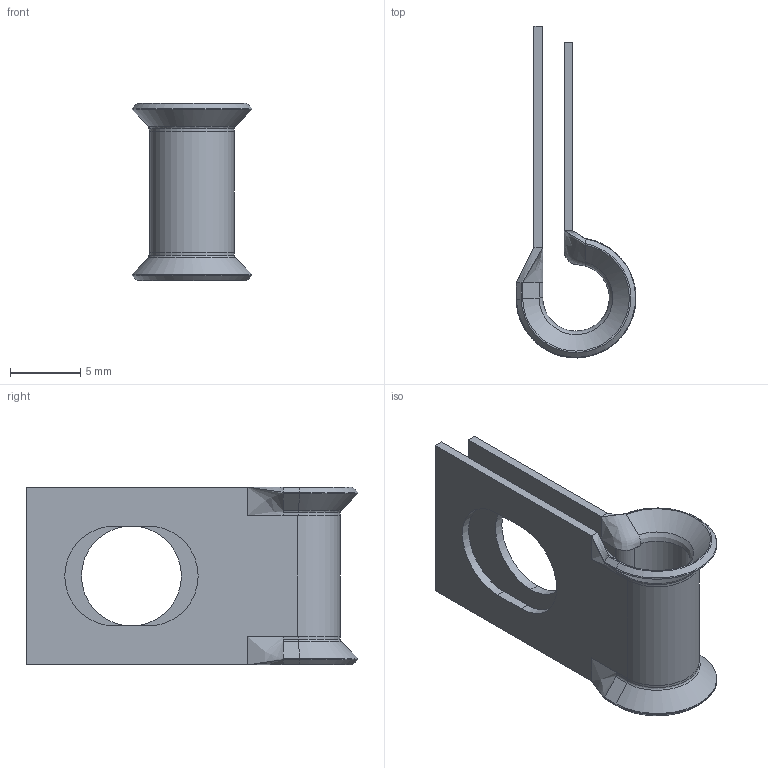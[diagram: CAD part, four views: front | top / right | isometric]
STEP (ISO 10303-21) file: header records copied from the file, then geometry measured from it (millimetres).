
FILE_DESCRIPTION (( 'STEP AP214' ), '1' );
FILE_NAME ('CF 0309Z2.step', '2018-11-29T16:52:21', ( 'User' ), ( 'Microsoft' ), 'SwSTEP 2.0', 'SolidWorks 2018', '' );
FILE_SCHEMA (( 'AUTOMOTIVE_DESIGN' ));
Length unit declared in the file: inch
Products named in the file (1): CF 0309Z2
Bounding box: 8.56 x 23.69 x 12.7 mm (x, y, z)
Volume: 336.4 mm3; surface area: 1173.3 mm2
Topology: 1 solids, 1 shells, 72 faces, 192 edges, 119 vertices
Faces by surface type: bspline 40, plane 23, cylinder 9
Entity records: 4248 total; most frequent: CARTESIAN_POINT 2638, ORIENTED_EDGE 378, DIRECTION 251, EDGE_CURVE 189, VERTEX_POINT 119, LINE 97, VECTOR 97, AXIS2_PLACEMENT_3D 77
